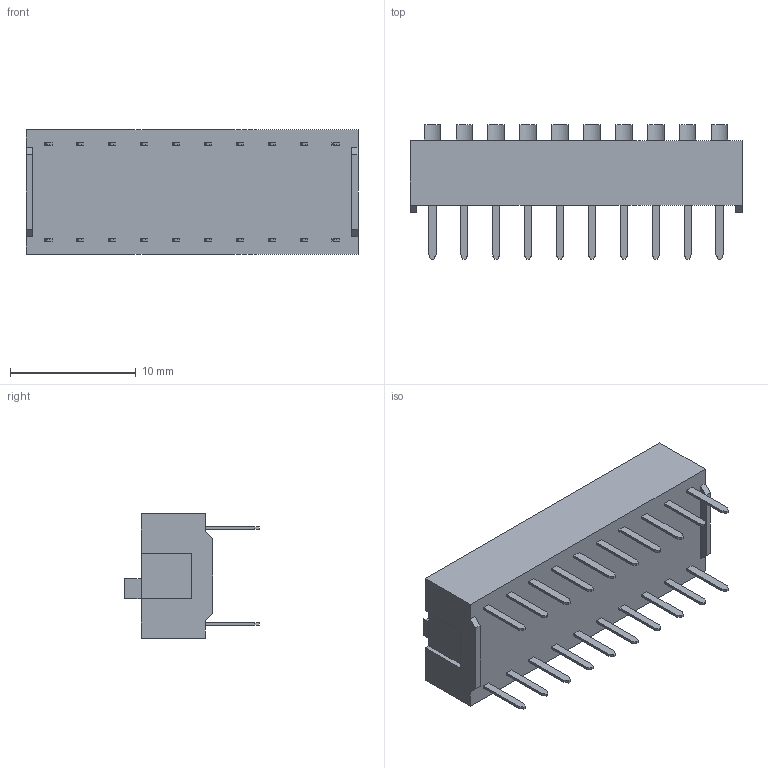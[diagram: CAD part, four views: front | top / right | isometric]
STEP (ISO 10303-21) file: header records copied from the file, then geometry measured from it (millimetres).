
FILE_DESCRIPTION (( 'STEP AP214' ), '1' );
FILE_NAME ('User Library-DIP-Switch.STEP', '2010-11-01T06:23:09', ( 'sysAdmin' ), ( 'SolidWorks' ), 'SwSTEP 2.0', 'SolidWorks 2010', '' );
FILE_SCHEMA (( 'AUTOMOTIVE_DESIGN' ));
Length unit declared in the file: millimetre
Products named in the file (1): User Library-DIP-Switch
Bounding box: 26.4 x 10.7 x 9.9 mm (x, y, z)
Volume: 1337.6 mm3; surface area: 1209.7 mm2
Topology: 1 solids, 1 shells, 548 faces, 1436 edges, 944 vertices
Faces by surface type: plane 358, bspline 160, cylinder 30
Entity records: 32242 total; most frequent: CARTESIAN_POINT 13729, ORIENTED_EDGE 2872, DIRECTION 1954, EDGE_CURVE 1436, VECTOR 1056, LINE 1056, VERTEX_POINT 944, EDGE_LOOP 602
